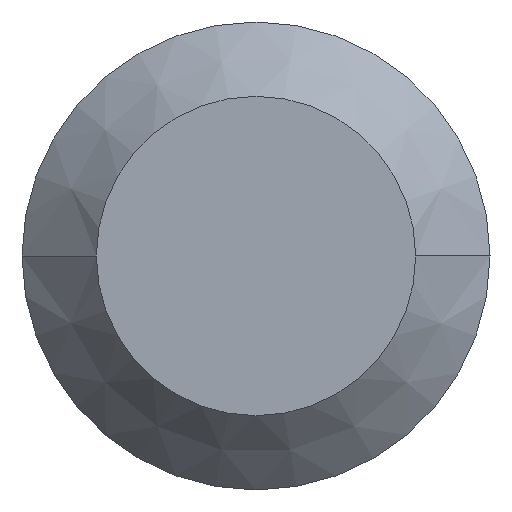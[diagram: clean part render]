
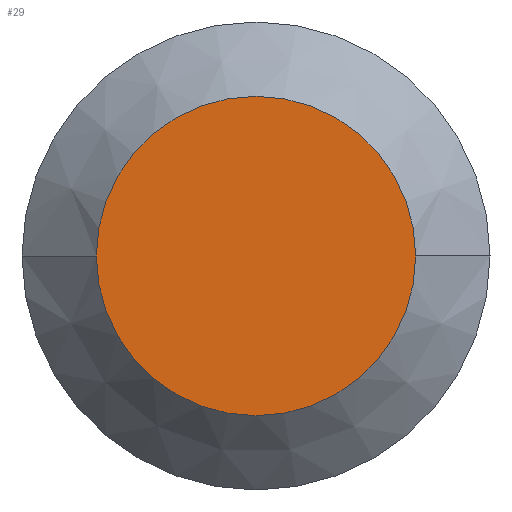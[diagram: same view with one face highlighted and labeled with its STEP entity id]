
A CAD part, left-side view. The second image highlights one B-rep face of the part: STEP entity #29.
In plain terms, the highlighted planar face has unit normal (-1, 0, 0).
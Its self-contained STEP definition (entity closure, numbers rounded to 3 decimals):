
#14 = DIRECTION ( 'NONE',  ( 0., 1., 0. ) ) ;
#29 = ADVANCED_FACE ( 'NONE', ( #121 ), #408, .T. ) ;
#55 = AXIS2_PLACEMENT_3D ( 'NONE', #312, #171, #113 ) ;
#72 = VERTEX_POINT ( 'NONE', #222 ) ;
#77 = CARTESIAN_POINT ( 'NONE',  ( 0., 0., 0. ) ) ;
#113 = DIRECTION ( 'NONE',  ( 0., 1., 0. ) ) ;
#121 = FACE_OUTER_BOUND ( 'NONE', #275, .T. ) ;
#128 = ORIENTED_EDGE ( 'NONE', *, *, #366, .F. ) ;
#137 = CARTESIAN_POINT ( 'NONE',  ( 0., 1.365, 0. ) ) ;
#145 = CIRCLE ( 'NONE', #386, 1.365 ) ;
#166 = ORIENTED_EDGE ( 'NONE', *, *, #265, .F. ) ;
#171 = DIRECTION ( 'NONE',  ( 1., 0., 0. ) ) ;
#206 = VERTEX_POINT ( 'NONE', #137 ) ;
#207 = DIRECTION ( 'NONE',  ( 1., 0., 0. ) ) ;
#222 = CARTESIAN_POINT ( 'NONE',  ( 0., -1.365, 0. ) ) ;
#265 = EDGE_CURVE ( 'NONE', #206, #72, #374, .T. ) ;
#275 = EDGE_LOOP ( 'NONE', ( #166, #128 ) ) ;
#312 = CARTESIAN_POINT ( 'NONE',  ( 0., 0., 0. ) ) ;
#362 = CARTESIAN_POINT ( 'NONE',  ( 0., 0., 0. ) ) ;
#366 = EDGE_CURVE ( 'NONE', #72, #206, #145, .T. ) ;
#374 = CIRCLE ( 'NONE', #55, 1.365 ) ;
#386 = AXIS2_PLACEMENT_3D ( 'NONE', #77, #207, #14 ) ;
#387 = DIRECTION ( 'NONE',  ( 0., -1., 0. ) ) ;
#389 = DIRECTION ( 'NONE',  ( -1., 0., 0. ) ) ;
#391 = AXIS2_PLACEMENT_3D ( 'NONE', #362, #389, #387 ) ;
#408 = PLANE ( 'NONE',  #391 ) ;
